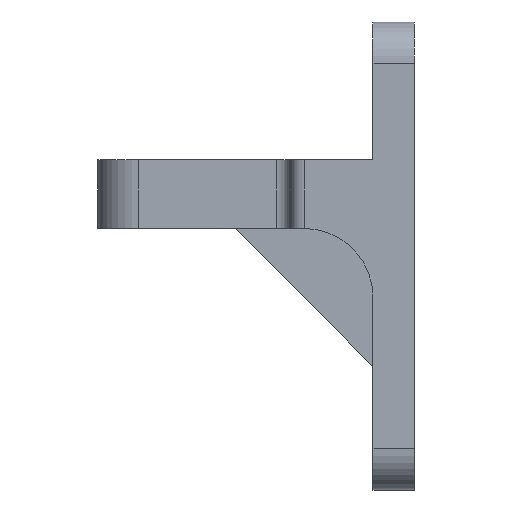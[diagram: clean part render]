
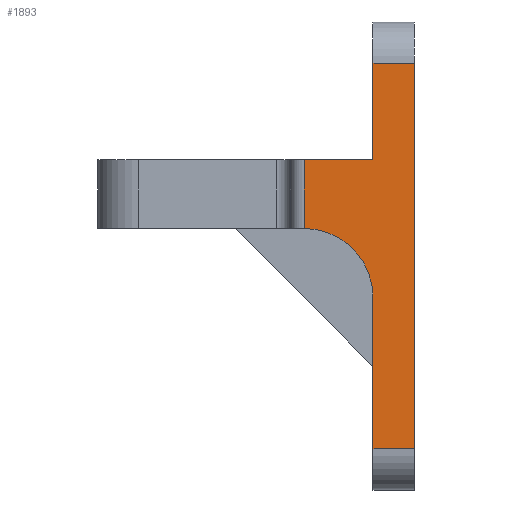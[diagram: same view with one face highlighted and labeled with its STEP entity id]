
A CAD part, left-side view. The second image highlights one B-rep face of the part: STEP entity #1893.
In plain terms, the highlighted planar face has unit normal (-1, 0, 0).
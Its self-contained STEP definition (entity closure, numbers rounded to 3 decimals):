
#13 = DIRECTION ( 'NONE',  ( 0., 1., 0. ) ) ;
#31 = VERTEX_POINT ( 'NONE', #253 ) ;
#33 = LINE ( 'NONE', #827, #1555 ) ;
#99 = EDGE_LOOP ( 'NONE', ( #578, #747, #738, #615, #1467, #1663, #1119, #691 ) ) ;
#128 = CARTESIAN_POINT ( 'NONE',  ( -18., 0., 14. ) ) ;
#138 = EDGE_CURVE ( 'NONE', #676, #1154, #959, .T. ) ;
#151 = CARTESIAN_POINT ( 'NONE',  ( -18., 8., 2. ) ) ;
#203 = CARTESIAN_POINT ( 'NONE',  ( -18., 3., 7. ) ) ;
#218 = VECTOR ( 'NONE', #1438, 1000. ) ;
#223 = CARTESIAN_POINT ( 'NONE',  ( -18., 3., -14. ) ) ;
#253 = CARTESIAN_POINT ( 'NONE',  ( -18., 3., -14. ) ) ;
#296 = CARTESIAN_POINT ( 'NONE',  ( -18., 3., -17. ) ) ;
#321 = AXIS2_PLACEMENT_3D ( 'NONE', #1890, #627, #1748 ) ;
#324 = CARTESIAN_POINT ( 'NONE',  ( -18., 0., -17. ) ) ;
#398 = EDGE_CURVE ( 'NONE', #974, #950, #1461, .T. ) ;
#414 = CARTESIAN_POINT ( 'NONE',  ( -18., 8., -3. ) ) ;
#494 = VECTOR ( 'NONE', #1307, 1000. ) ;
#514 = EDGE_CURVE ( 'NONE', #750, #807, #642, .T. ) ;
#550 = CARTESIAN_POINT ( 'NONE',  ( -18., 0., -14. ) ) ;
#578 = ORIENTED_EDGE ( 'NONE', *, *, #961, .F. ) ;
#615 = ORIENTED_EDGE ( 'NONE', *, *, #1931, .F. ) ;
#627 = DIRECTION ( 'NONE',  ( 1., 0., 0. ) ) ;
#641 = CARTESIAN_POINT ( 'NONE',  ( -18., 3., -3. ) ) ;
#642 = LINE ( 'NONE', #324, #494 ) ;
#647 = PLANE ( 'NONE',  #321 ) ;
#674 = DIRECTION ( 'NONE',  ( 0., 0., -1. ) ) ;
#676 = VERTEX_POINT ( 'NONE', #203 ) ;
#691 = ORIENTED_EDGE ( 'NONE', *, *, #138, .F. ) ;
#738 = ORIENTED_EDGE ( 'NONE', *, *, #398, .T. ) ;
#747 = ORIENTED_EDGE ( 'NONE', *, *, #2004, .T. ) ;
#750 = VERTEX_POINT ( 'NONE', #550 ) ;
#799 = CARTESIAN_POINT ( 'NONE',  ( -18., 9., 7. ) ) ;
#807 = VERTEX_POINT ( 'NONE', #128 ) ;
#827 = CARTESIAN_POINT ( 'NONE',  ( -18., 3., 14. ) ) ;
#950 = VERTEX_POINT ( 'NONE', #641 ) ;
#959 = LINE ( 'NONE', #1118, #1229 ) ;
#961 = EDGE_CURVE ( 'NONE', #1861, #676, #989, .T. ) ;
#974 = VERTEX_POINT ( 'NONE', #151 ) ;
#989 = LINE ( 'NONE', #799, #218 ) ;
#1058 = DIRECTION ( 'NONE',  ( 1., 0., 0. ) ) ;
#1109 = DIRECTION ( 'NONE',  ( 0., 0., 1. ) ) ;
#1118 = CARTESIAN_POINT ( 'NONE',  ( -18., 3., -17. ) ) ;
#1119 = ORIENTED_EDGE ( 'NONE', *, *, #2079, .T. ) ;
#1129 = VECTOR ( 'NONE', #674, 1000. ) ;
#1143 = CARTESIAN_POINT ( 'NONE',  ( -18., 8., 7. ) ) ;
#1154 = VERTEX_POINT ( 'NONE', #1371 ) ;
#1177 = CARTESIAN_POINT ( 'NONE',  ( -18., 8., -17. ) ) ;
#1229 = VECTOR ( 'NONE', #1109, 1000. ) ;
#1274 = DIRECTION ( 'NONE',  ( 0., 0., 1. ) ) ;
#1307 = DIRECTION ( 'NONE',  ( 0., 0., 1. ) ) ;
#1346 = VECTOR ( 'NONE', #1274, 1000. ) ;
#1371 = CARTESIAN_POINT ( 'NONE',  ( -18., 3., 14. ) ) ;
#1414 = EDGE_CURVE ( 'NONE', #31, #750, #1974, .T. ) ;
#1438 = DIRECTION ( 'NONE',  ( 0., -1., 0. ) ) ;
#1461 = CIRCLE ( 'NONE', #1600, 5. ) ;
#1467 = ORIENTED_EDGE ( 'NONE', *, *, #1414, .T. ) ;
#1474 = LINE ( 'NONE', #1177, #1129 ) ;
#1483 = VECTOR ( 'NONE', #1996, 1000. ) ;
#1555 = VECTOR ( 'NONE', #13, 1000. ) ;
#1600 = AXIS2_PLACEMENT_3D ( 'NONE', #414, #1058, #1979 ) ;
#1663 = ORIENTED_EDGE ( 'NONE', *, *, #514, .T. ) ;
#1724 = LINE ( 'NONE', #296, #1346 ) ;
#1748 = DIRECTION ( 'NONE',  ( 0., 0., -1. ) ) ;
#1861 = VERTEX_POINT ( 'NONE', #1143 ) ;
#1890 = CARTESIAN_POINT ( 'NONE',  ( -18., 3., -17. ) ) ;
#1893 = ADVANCED_FACE ( 'NONE', ( #2081 ), #647, .F. ) ;
#1931 = EDGE_CURVE ( 'NONE', #31, #950, #1724, .T. ) ;
#1974 = LINE ( 'NONE', #223, #1483 ) ;
#1979 = DIRECTION ( 'NONE',  ( 0., 0., -1. ) ) ;
#1996 = DIRECTION ( 'NONE',  ( 0., -1., 0. ) ) ;
#2004 = EDGE_CURVE ( 'NONE', #1861, #974, #1474, .T. ) ;
#2079 = EDGE_CURVE ( 'NONE', #807, #1154, #33, .T. ) ;
#2081 = FACE_OUTER_BOUND ( 'NONE', #99, .T. ) ;
